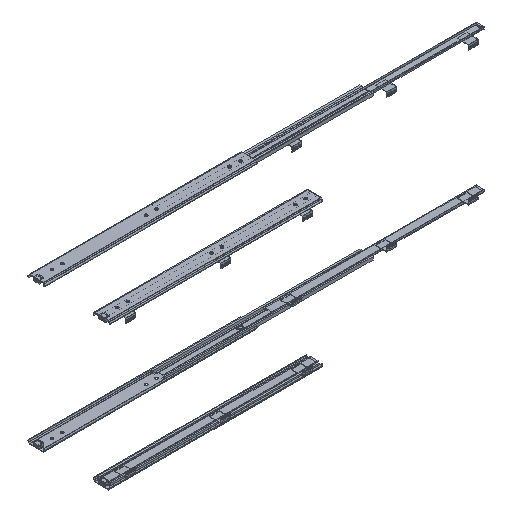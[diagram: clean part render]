
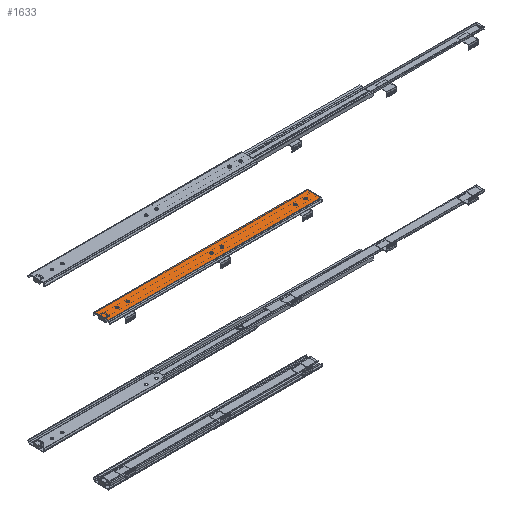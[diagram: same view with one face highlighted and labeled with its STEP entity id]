
A CAD part, isometric view. The second image highlights one B-rep face of the part: STEP entity #1633.
In plain terms, the highlighted face is planar.
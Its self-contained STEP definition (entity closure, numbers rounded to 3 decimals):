
#182=CARTESIAN_POINT('',(-3.3,-7.6,-336.));
#183=VERTEX_POINT('',#182);
#184=CARTESIAN_POINT('',(0.0,-7.6,-336.));
#185=DIRECTION('',(0.0,1.0,0.0));
#186=DIRECTION('',(1.0,0.0,0.0));
#187=AXIS2_PLACEMENT_3D('',#184,#185,#186);
#188=CIRCLE('',#187,3.3);
#189=EDGE_CURVE('',#183,#183,#188,.T.);
#272=CARTESIAN_POINT('',(-3.3,-7.6,-48.));
#273=VERTEX_POINT('',#272);
#274=CARTESIAN_POINT('',(0.0,-7.6,-48.));
#275=DIRECTION('',(0.0,1.0,0.0));
#276=DIRECTION('',(1.0,0.0,0.0));
#277=AXIS2_PLACEMENT_3D('',#274,#275,#276);
#278=CIRCLE('',#277,3.3);
#279=EDGE_CURVE('',#273,#273,#278,.T.);
#362=CARTESIAN_POINT('',(-3.3,-7.6,-80.));
#363=VERTEX_POINT('',#362);
#364=CARTESIAN_POINT('',(0.0,-7.6,-80.));
#365=DIRECTION('',(0.0,1.0,0.0));
#366=DIRECTION('',(1.0,0.0,0.0));
#367=AXIS2_PLACEMENT_3D('',#364,#365,#366);
#368=CIRCLE('',#367,3.3);
#369=EDGE_CURVE('',#363,#363,#368,.T.);
#452=CARTESIAN_POINT('',(-3.3,-7.6,-368.0));
#453=VERTEX_POINT('',#452);
#454=CARTESIAN_POINT('',(0.0,-7.6,-368.0));
#455=DIRECTION('',(0.0,1.0,0.0));
#456=DIRECTION('',(1.0,0.0,0.0));
#457=AXIS2_PLACEMENT_3D('',#454,#455,#456);
#458=CIRCLE('',#457,3.3);
#459=EDGE_CURVE('',#453,#453,#458,.T.);
#542=CARTESIAN_POINT('',(-3.3,-7.6,-592.0));
#543=VERTEX_POINT('',#542);
#544=CARTESIAN_POINT('',(0.0,-7.6,-592.0));
#545=DIRECTION('',(0.0,1.0,0.0));
#546=DIRECTION('',(1.0,0.0,0.0));
#547=AXIS2_PLACEMENT_3D('',#544,#545,#546);
#548=CIRCLE('',#547,3.3);
#549=EDGE_CURVE('',#543,#543,#548,.T.);
#632=CARTESIAN_POINT('',(-3.3,-7.6,-624.0));
#633=VERTEX_POINT('',#632);
#634=CARTESIAN_POINT('',(0.0,-7.6,-624.0));
#635=DIRECTION('',(0.0,1.0,0.0));
#636=DIRECTION('',(1.0,0.0,0.0));
#637=AXIS2_PLACEMENT_3D('',#634,#635,#636);
#638=CIRCLE('',#637,3.3);
#639=EDGE_CURVE('',#633,#633,#638,.T.);
#1559=CARTESIAN_POINT('',(-21.75,-7.6,-650.0));
#1560=VERTEX_POINT('',#1559);
#1567=CARTESIAN_POINT('',(-21.75,-7.6,0.0));
#1568=VERTEX_POINT('',#1567);
#1569=CARTESIAN_POINT('',(-21.75,-7.6,0.0));
#1570=DIRECTION('',(0.0,0.0,-1.0));
#1571=VECTOR('',#1570,650.0);
#1572=LINE('',#1569,#1571);
#1573=EDGE_CURVE('',#1568,#1560,#1572,.T.);
#1585=CARTESIAN_POINT('',(0.,-7.6,0.0));
#1586=DIRECTION('',(0.0,-1.0,0.0));
#1587=DIRECTION('',(0.0,0.0,-1.0));
#1588=AXIS2_PLACEMENT_3D('',#1585,#1586,#1587);
#1589=PLANE('',#1588);
#1590=CARTESIAN_POINT('',(21.75,-7.6,-650.0));
#1591=VERTEX_POINT('',#1590);
#1592=CARTESIAN_POINT('',(-21.75,-7.6,-650.0));
#1593=DIRECTION('',(1.0,0.0,0.0));
#1594=VECTOR('',#1593,43.5);
#1595=LINE('',#1592,#1594);
#1596=EDGE_CURVE('',#1560,#1591,#1595,.T.);
#1597=ORIENTED_EDGE('',*,*,#1596,.T.);
#1598=CARTESIAN_POINT('',(21.75,-7.6,0.0));
#1599=VERTEX_POINT('',#1598);
#1600=CARTESIAN_POINT('',(21.75,-7.6,0.0));
#1601=DIRECTION('',(0.0,0.0,-1.0));
#1602=VECTOR('',#1601,650.0);
#1603=LINE('',#1600,#1602);
#1604=EDGE_CURVE('',#1599,#1591,#1603,.T.);
#1605=ORIENTED_EDGE('',*,*,#1604,.F.);
#1606=CARTESIAN_POINT('',(-21.75,-7.6,0.0));
#1607=DIRECTION('',(1.0,0.0,0.0));
#1608=VECTOR('',#1607,43.5);
#1609=LINE('',#1606,#1608);
#1610=EDGE_CURVE('',#1568,#1599,#1609,.T.);
#1611=ORIENTED_EDGE('',*,*,#1610,.F.);
#1612=ORIENTED_EDGE('',*,*,#1573,.T.);
#1613=EDGE_LOOP('',(#1597,#1605,#1611,#1612));
#1614=FACE_OUTER_BOUND('',#1613,.T.);
#1615=ORIENTED_EDGE('',*,*,#189,.T.);
#1616=EDGE_LOOP('',(#1615));
#1617=FACE_BOUND('',#1616,.T.);
#1618=ORIENTED_EDGE('',*,*,#279,.T.);
#1619=EDGE_LOOP('',(#1618));
#1620=FACE_BOUND('',#1619,.T.);
#1621=ORIENTED_EDGE('',*,*,#369,.T.);
#1622=EDGE_LOOP('',(#1621));
#1623=FACE_BOUND('',#1622,.T.);
#1624=ORIENTED_EDGE('',*,*,#459,.T.);
#1625=EDGE_LOOP('',(#1624));
#1626=FACE_BOUND('',#1625,.T.);
#1627=ORIENTED_EDGE('',*,*,#549,.T.);
#1628=EDGE_LOOP('',(#1627));
#1629=FACE_BOUND('',#1628,.T.);
#1630=ORIENTED_EDGE('',*,*,#639,.T.);
#1631=EDGE_LOOP('',(#1630));
#1632=FACE_BOUND('',#1631,.T.);
#1633=ADVANCED_FACE('',(#1614,#1617,#1620,#1623,#1626,#1629,#1632),#1589,.T.);
